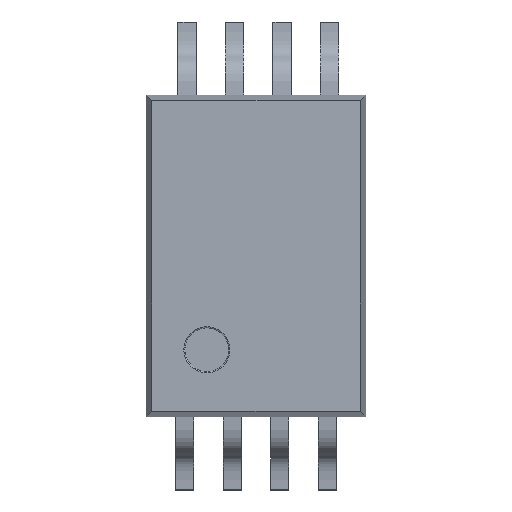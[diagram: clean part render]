
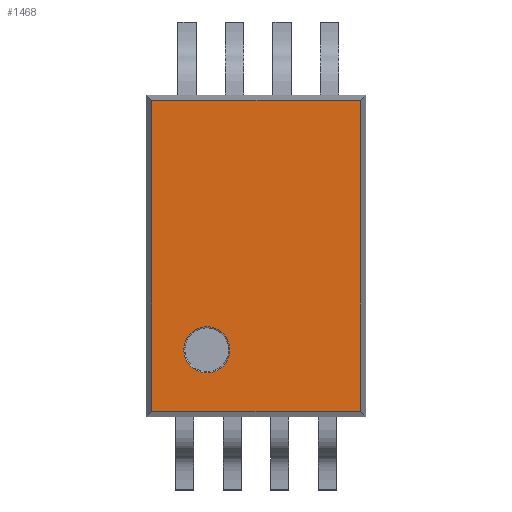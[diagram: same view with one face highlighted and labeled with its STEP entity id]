
A CAD part, top view. The second image highlights one B-rep face of the part: STEP entity #1468.
In plain terms, the highlighted planar face has unit normal (0, 0, 1).
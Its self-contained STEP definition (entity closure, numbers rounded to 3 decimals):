
#512 = DIRECTION ( 'NONE',  ( -1., 0., 0. ) ) ;
#516 = CARTESIAN_POINT ( 'NONE',  ( -1.5, 2.125, 1. ) ) ;
#560 = CARTESIAN_POINT ( 'NONE',  ( -1.425, -2.125, 1. ) ) ;
#561 = CARTESIAN_POINT ( 'NONE',  ( -0.673, -1.284, 1. ) ) ;
#562 = DIRECTION ( 'NONE',  ( 0., 0., -1. ) ) ;
#563 = DIRECTION ( 'NONE',  ( 1., 0., 0. ) ) ;
#564 = DIRECTION ( 'NONE',  ( 0., -1., 0. ) ) ;
#565 = CARTESIAN_POINT ( 'NONE',  ( 1.5, -2.125, 1. ) ) ;
#566 = DIRECTION ( 'NONE',  ( 1., 0., 0. ) ) ;
#567 = CARTESIAN_POINT ( 'NONE',  ( 1.425, 2.125, 1. ) ) ;
#568 = DIRECTION ( 'NONE',  ( 0., 1., 0. ) ) ;
#1096 = LINE ( 'NONE', #560, #1143 ) ;
#1138 = CIRCLE ( 'NONE', #1508, 0.315 ) ;
#1140 = LINE ( 'NONE', #516, #1141 ) ;
#1141 = VECTOR ( 'NONE', #512, 1000. ) ;
#1142 = LINE ( 'NONE', #565, #1145 ) ;
#1143 = VECTOR ( 'NONE', #564, 1000. ) ;
#1144 = LINE ( 'NONE', #567, #1979 ) ;
#1145 = VECTOR ( 'NONE', #566, 1000. ) ;
#1321 = FACE_BOUND ( 'NONE', #1436, .T. ) ;
#1325 = FACE_OUTER_BOUND ( 'NONE', #2002, .T. ) ;
#1382 = EDGE_CURVE ( 'NONE', #2013, #2010, #1970, .T. ) ;
#1429 = EDGE_CURVE ( 'NONE', #2010, #2013, #1138, .T. ) ;
#1430 = EDGE_CURVE ( 'NONE', #2053, #2054, #1140, .T. ) ;
#1431 = EDGE_CURVE ( 'NONE', #2054, #2058, #1096, .T. ) ;
#1432 = EDGE_CURVE ( 'NONE', #2058, #2059, #1142, .T. ) ;
#1433 = EDGE_CURVE ( 'NONE', #2059, #2053, #1144, .T. ) ;
#1436 = EDGE_LOOP ( 'NONE', ( #1759, #1760 ) ) ;
#1468 = ADVANCED_FACE ( 'NONE', ( #1321, #1325 ), #2360, .T. ) ;
#1505 = AXIS2_PLACEMENT_3D ( 'NONE', #2228, #2241, #2240 ) ;
#1508 = AXIS2_PLACEMENT_3D ( 'NONE', #561, #562, #563 ) ;
#1661 = AXIS2_PLACEMENT_3D ( 'NONE', #2367, #2368, #2369 ) ;
#1759 = ORIENTED_EDGE ( 'NONE', *, *, #1429, .T. ) ;
#1760 = ORIENTED_EDGE ( 'NONE', *, *, #1382, .T. ) ;
#1761 = ORIENTED_EDGE ( 'NONE', *, *, #1430, .T. ) ;
#1762 = ORIENTED_EDGE ( 'NONE', *, *, #1431, .T. ) ;
#1763 = ORIENTED_EDGE ( 'NONE', *, *, #1432, .T. ) ;
#1764 = ORIENTED_EDGE ( 'NONE', *, *, #1433, .T. ) ;
#1970 = CIRCLE ( 'NONE', #1505, 0.315 ) ;
#1979 = VECTOR ( 'NONE', #568, 1000. ) ;
#2002 = EDGE_LOOP ( 'NONE', ( #1761, #1762, #1763, #1764 ) ) ;
#2010 = VERTEX_POINT ( 'NONE', #3131 ) ;
#2013 = VERTEX_POINT ( 'NONE', #3133 ) ;
#2053 = VERTEX_POINT ( 'NONE', #3171 ) ;
#2054 = VERTEX_POINT ( 'NONE', #3172 ) ;
#2058 = VERTEX_POINT ( 'NONE', #3176 ) ;
#2059 = VERTEX_POINT ( 'NONE', #3177 ) ;
#2228 = CARTESIAN_POINT ( 'NONE',  ( -0.673, -1.284, 1. ) ) ;
#2240 = DIRECTION ( 'NONE',  ( 1., 0., 0. ) ) ;
#2241 = DIRECTION ( 'NONE',  ( 0., 0., -1. ) ) ;
#2360 = PLANE ( 'NONE',  #1661 ) ;
#2367 = CARTESIAN_POINT ( 'NONE',  ( 0., 0., 1. ) ) ;
#2368 = DIRECTION ( 'NONE',  ( 0., 0., 1. ) ) ;
#2369 = DIRECTION ( 'NONE',  ( 1., 0., 0. ) ) ;
#3131 = CARTESIAN_POINT ( 'NONE',  ( -0.358, -1.284, 1. ) ) ;
#3133 = CARTESIAN_POINT ( 'NONE',  ( -0.988, -1.284, 1. ) ) ;
#3171 = CARTESIAN_POINT ( 'NONE',  ( 1.425, 2.125, 1. ) ) ;
#3172 = CARTESIAN_POINT ( 'NONE',  ( -1.425, 2.125, 1. ) ) ;
#3176 = CARTESIAN_POINT ( 'NONE',  ( -1.425, -2.125, 1. ) ) ;
#3177 = CARTESIAN_POINT ( 'NONE',  ( 1.425, -2.125, 1. ) ) ;
